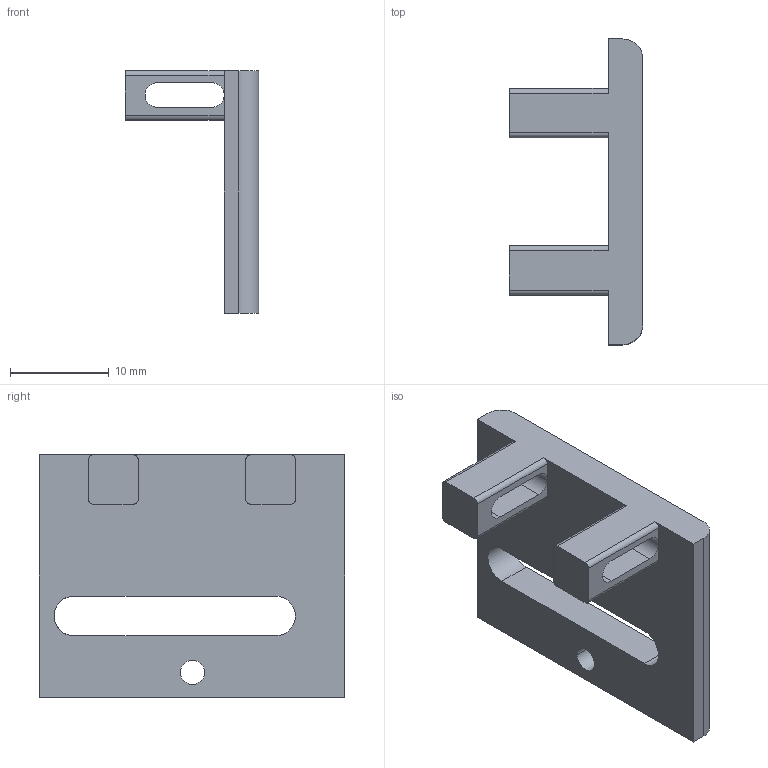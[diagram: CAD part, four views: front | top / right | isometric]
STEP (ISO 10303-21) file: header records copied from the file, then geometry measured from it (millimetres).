
FILE_DESCRIPTION(('CATIA V5 STEP Exchange'),'2;1');
FILE_NAME('0.6.stp','2019-05-20T09:09:32+00:00',('none'),('none'),'CATIA Version 5-6 Release 2017','CATIA V5 STEP AP203','none');
FILE_SCHEMA(('CONFIG_CONTROL_DESIGN'));
Length unit declared in the file: millimetre
Products named in the file (1): 0.6
Bounding box: 13.5 x 30.9 x 24.5 mm (x, y, z)
Volume: 2570.5 mm3; surface area: 2369 mm2
Topology: 1 solids, 1 shells, 38 faces, 119 edges, 78 vertices
Faces by surface type: plane 20, cylinder 18
Entity records: 1324 total; most frequent: ORIENTED_EDGE 238, CARTESIAN_POINT 234, DIRECTION 180, EDGE_CURVE 119, VERTEX_POINT 78, VECTOR 77, LINE 77, AXIS2_PLACEMENT_3D 73
